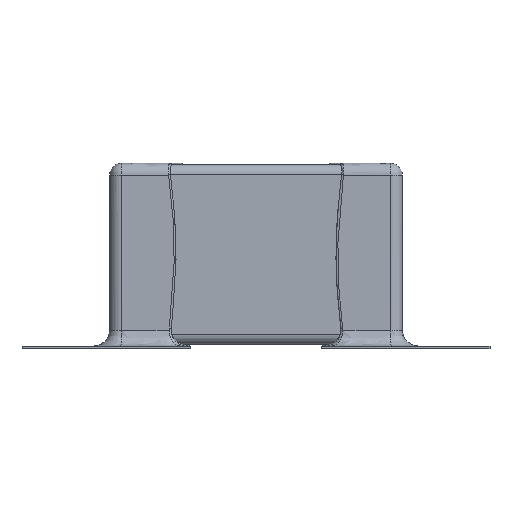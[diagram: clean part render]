
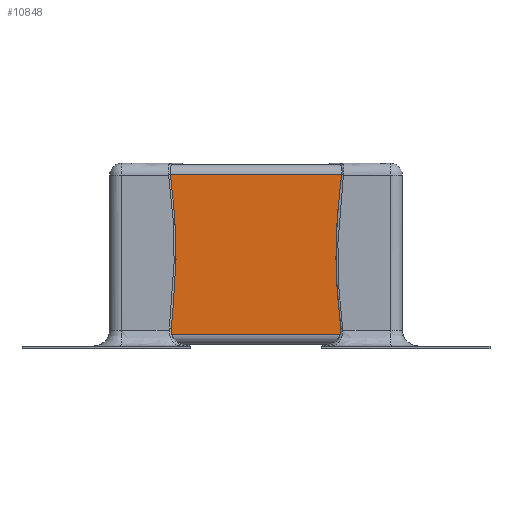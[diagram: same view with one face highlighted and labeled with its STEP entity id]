
A CAD part, front view. The second image highlights one B-rep face of the part: STEP entity #10848.
In plain terms, the highlighted planar face has unit normal (0, -1, 0).
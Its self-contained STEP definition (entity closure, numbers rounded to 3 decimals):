
#10741 = CYLINDRICAL_SURFACE('',#10742,0.07);
#10742 = AXIS2_PLACEMENT_3D('',#10743,#10744,#10745);
#10743 = CARTESIAN_POINT('',(-0.9,-0.545,1.18));
#10744 = DIRECTION('',(-1.,0.,0.));
#10745 = DIRECTION('',(0.,1.,0.));
#10766 = VERTEX_POINT('',#10767);
#10767 = CARTESIAN_POINT('',(0.9,-0.615,1.18));
#10782 = PLANE('',#10783);
#10783 = AXIS2_PLACEMENT_3D('',#10784,#10785,#10786);
#10784 = CARTESIAN_POINT('',(0.9,0.,0.635));
#10785 = DIRECTION('',(1.,0.,0.));
#10786 = DIRECTION('',(0.,0.,1.));
#10794 = EDGE_CURVE('',#10795,#10766,#10797,.T.);
#10795 = VERTEX_POINT('',#10796);
#10796 = CARTESIAN_POINT('',(-0.9,-0.615,1.18));
#10797 = SURFACE_CURVE('',#10798,(#10802,#10809),.PCURVE_S1.);
#10798 = LINE('',#10799,#10800);
#10799 = CARTESIAN_POINT('',(-0.9,-0.615,1.18));
#10800 = VECTOR('',#10801,1.);
#10801 = DIRECTION('',(1.,0.,0.));
#10802 = PCURVE('',#10741,#10803);
#10803 = DEFINITIONAL_REPRESENTATION('',(#10804),#10808);
#10804 = LINE('',#10805,#10806);
#10805 = CARTESIAN_POINT('',(-3.142,0.));
#10806 = VECTOR('',#10807,1.);
#10807 = DIRECTION('',(-0.,-1.));
#10808 = ( GEOMETRIC_REPRESENTATION_CONTEXT(2) 
PARAMETRIC_REPRESENTATION_CONTEXT() REPRESENTATION_CONTEXT('2D SPACE',''
  ) );
#10809 = PCURVE('',#10810,#10815);
#10810 = PLANE('',#10811);
#10811 = AXIS2_PLACEMENT_3D('',#10812,#10813,#10814);
#10812 = CARTESIAN_POINT('',(-0.9,-0.615,1.18));
#10813 = DIRECTION('',(0.,1.,0.));
#10814 = DIRECTION('',(0.,0.,-1.));
#10815 = DEFINITIONAL_REPRESENTATION('',(#10816),#10820);
#10816 = LINE('',#10817,#10818);
#10817 = CARTESIAN_POINT('',(0.,0.));
#10818 = VECTOR('',#10819,1.);
#10819 = DIRECTION('',(0.,-1.));
#10820 = ( GEOMETRIC_REPRESENTATION_CONTEXT(2) 
PARAMETRIC_REPRESENTATION_CONTEXT() REPRESENTATION_CONTEXT('2D SPACE',''
  ) );
#10837 = PLANE('',#10838);
#10838 = AXIS2_PLACEMENT_3D('',#10839,#10840,#10841);
#10839 = CARTESIAN_POINT('',(-0.9,0.,0.635));
#10840 = DIRECTION('',(1.,0.,0.));
#10841 = DIRECTION('',(0.,0.,1.));
#10848 = ADVANCED_FACE('',(#10849),#10810,.F.);
#10849 = FACE_BOUND('',#10850,.F.);
#10850 = EDGE_LOOP('',(#10851,#10852,#10875,#10903));
#10851 = ORIENTED_EDGE('',*,*,#10794,.T.);
#10852 = ORIENTED_EDGE('',*,*,#10853,.T.);
#10853 = EDGE_CURVE('',#10766,#10854,#10856,.T.);
#10854 = VERTEX_POINT('',#10855);
#10855 = CARTESIAN_POINT('',(0.9,-0.615,0.09));
#10856 = SURFACE_CURVE('',#10857,(#10861,#10868),.PCURVE_S1.);
#10857 = LINE('',#10858,#10859);
#10858 = CARTESIAN_POINT('',(0.9,-0.615,1.18));
#10859 = VECTOR('',#10860,1.);
#10860 = DIRECTION('',(0.,0.,-1.));
#10861 = PCURVE('',#10810,#10862);
#10862 = DEFINITIONAL_REPRESENTATION('',(#10863),#10867);
#10863 = LINE('',#10864,#10865);
#10864 = CARTESIAN_POINT('',(0.,-1.8));
#10865 = VECTOR('',#10866,1.);
#10866 = DIRECTION('',(1.,0.));
#10867 = ( GEOMETRIC_REPRESENTATION_CONTEXT(2) 
PARAMETRIC_REPRESENTATION_CONTEXT() REPRESENTATION_CONTEXT('2D SPACE',''
  ) );
#10868 = PCURVE('',#10782,#10869);
#10869 = DEFINITIONAL_REPRESENTATION('',(#10870),#10874);
#10870 = LINE('',#10871,#10872);
#10871 = CARTESIAN_POINT('',(0.545,0.615));
#10872 = VECTOR('',#10873,1.);
#10873 = DIRECTION('',(-1.,0.));
#10874 = ( GEOMETRIC_REPRESENTATION_CONTEXT(2) 
PARAMETRIC_REPRESENTATION_CONTEXT() REPRESENTATION_CONTEXT('2D SPACE',''
  ) );
#10875 = ORIENTED_EDGE('',*,*,#10876,.F.);
#10876 = EDGE_CURVE('',#10877,#10854,#10879,.T.);
#10877 = VERTEX_POINT('',#10878);
#10878 = CARTESIAN_POINT('',(-0.9,-0.615,0.09));
#10879 = SURFACE_CURVE('',#10880,(#10884,#10891),.PCURVE_S1.);
#10880 = LINE('',#10881,#10882);
#10881 = CARTESIAN_POINT('',(-0.9,-0.615,0.09));
#10882 = VECTOR('',#10883,1.);
#10883 = DIRECTION('',(1.,0.,0.));
#10884 = PCURVE('',#10810,#10885);
#10885 = DEFINITIONAL_REPRESENTATION('',(#10886),#10890);
#10886 = LINE('',#10887,#10888);
#10887 = CARTESIAN_POINT('',(1.09,0.));
#10888 = VECTOR('',#10889,1.);
#10889 = DIRECTION('',(0.,-1.));
#10890 = ( GEOMETRIC_REPRESENTATION_CONTEXT(2) 
PARAMETRIC_REPRESENTATION_CONTEXT() REPRESENTATION_CONTEXT('2D SPACE',''
  ) );
#10891 = PCURVE('',#10892,#10897);
#10892 = CYLINDRICAL_SURFACE('',#10893,0.07);
#10893 = AXIS2_PLACEMENT_3D('',#10894,#10895,#10896);
#10894 = CARTESIAN_POINT('',(-0.9,-0.545,0.09));
#10895 = DIRECTION('',(-1.,0.,0.));
#10896 = DIRECTION('',(0.,1.,0.));
#10897 = DEFINITIONAL_REPRESENTATION('',(#10898),#10902);
#10898 = LINE('',#10899,#10900);
#10899 = CARTESIAN_POINT('',(-3.142,0.));
#10900 = VECTOR('',#10901,1.);
#10901 = DIRECTION('',(-0.,-1.));
#10902 = ( GEOMETRIC_REPRESENTATION_CONTEXT(2) 
PARAMETRIC_REPRESENTATION_CONTEXT() REPRESENTATION_CONTEXT('2D SPACE',''
  ) );
#10903 = ORIENTED_EDGE('',*,*,#10904,.F.);
#10904 = EDGE_CURVE('',#10795,#10877,#10905,.T.);
#10905 = SURFACE_CURVE('',#10906,(#10910,#10917),.PCURVE_S1.);
#10906 = LINE('',#10907,#10908);
#10907 = CARTESIAN_POINT('',(-0.9,-0.615,1.18));
#10908 = VECTOR('',#10909,1.);
#10909 = DIRECTION('',(0.,0.,-1.));
#10910 = PCURVE('',#10810,#10911);
#10911 = DEFINITIONAL_REPRESENTATION('',(#10912),#10916);
#10912 = LINE('',#10913,#10914);
#10913 = CARTESIAN_POINT('',(0.,0.));
#10914 = VECTOR('',#10915,1.);
#10915 = DIRECTION('',(1.,0.));
#10916 = ( GEOMETRIC_REPRESENTATION_CONTEXT(2) 
PARAMETRIC_REPRESENTATION_CONTEXT() REPRESENTATION_CONTEXT('2D SPACE',''
  ) );
#10917 = PCURVE('',#10837,#10918);
#10918 = DEFINITIONAL_REPRESENTATION('',(#10919),#10923);
#10919 = LINE('',#10920,#10921);
#10920 = CARTESIAN_POINT('',(0.545,0.615));
#10921 = VECTOR('',#10922,1.);
#10922 = DIRECTION('',(-1.,0.));
#10923 = ( GEOMETRIC_REPRESENTATION_CONTEXT(2) 
PARAMETRIC_REPRESENTATION_CONTEXT() REPRESENTATION_CONTEXT('2D SPACE',''
  ) );
